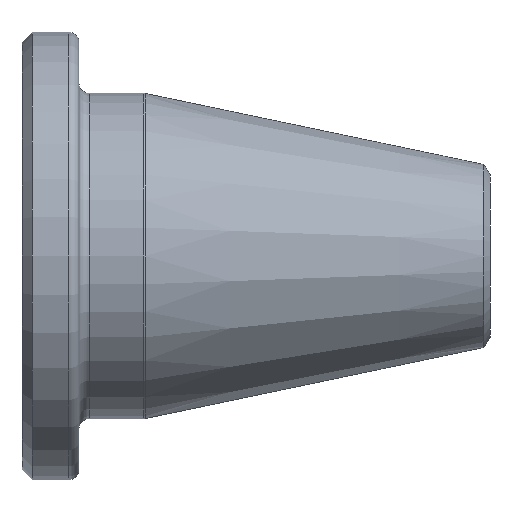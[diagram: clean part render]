
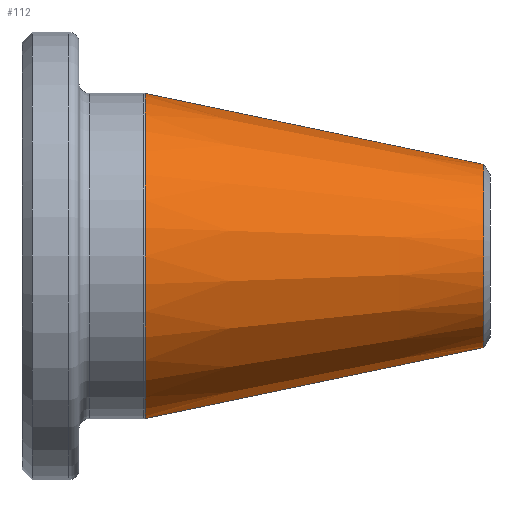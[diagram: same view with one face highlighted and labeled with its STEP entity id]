
A CAD part, left-side view. The second image highlights one B-rep face of the part: STEP entity #112.
In plain terms, the highlighted conical face has half-angle 11.837 degrees and reference radius 4.5 mm.
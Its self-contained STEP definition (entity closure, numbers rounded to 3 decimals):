
#2 = CARTESIAN_POINT ( 'NONE',  ( 0., 0.3, 0. ) ) ;
#16 = CARTESIAN_POINT ( 'NONE',  ( 0., 16.949, 7.989 ) ) ;
#31 = CARTESIAN_POINT ( 'NONE',  ( 0., 0.3, 0. ) ) ;
#54 = DIRECTION ( 'NONE',  ( 0., 0.979, -0.205 ) ) ;
#112 = ADVANCED_FACE ( 'NONE', ( #635 ), #138, .T. ) ;
#138 = CONICAL_SURFACE ( 'NONE', #391, 4.5, 0.207 ) ;
#153 = CARTESIAN_POINT ( 'NONE',  ( 0., 0.3, -4.5 ) ) ;
#185 = VERTEX_POINT ( 'NONE', #153 ) ;
#199 = DIRECTION ( 'NONE',  ( 0., 1., 0. ) ) ;
#215 = EDGE_CURVE ( 'NONE', #185, #564, #353, .T. ) ;
#260 = DIRECTION ( 'NONE',  ( 0., 0.979, 0.205 ) ) ;
#274 = VERTEX_POINT ( 'NONE', #441 ) ;
#276 = DIRECTION ( 'NONE',  ( 0., 0., -1. ) ) ;
#277 = ORIENTED_EDGE ( 'NONE', *, *, #701, .F. ) ;
#313 = ORIENTED_EDGE ( 'NONE', *, *, #316, .T. ) ;
#316 = EDGE_CURVE ( 'NONE', #394, #564, #458, .T. ) ;
#323 = ORIENTED_EDGE ( 'NONE', *, *, #215, .F. ) ;
#336 = VECTOR ( 'NONE', #260, 1000. ) ;
#353 = LINE ( 'NONE', #388, #413 ) ;
#356 = CARTESIAN_POINT ( 'NONE',  ( 0., 16.949, -7.989 ) ) ;
#365 = DIRECTION ( 'NONE',  ( 0., 0., 1. ) ) ;
#388 = CARTESIAN_POINT ( 'NONE',  ( 0., 0.3, -4.5 ) ) ;
#391 = AXIS2_PLACEMENT_3D ( 'NONE', #31, #199, #365 ) ;
#394 = VERTEX_POINT ( 'NONE', #16 ) ;
#413 = VECTOR ( 'NONE', #54, 1000. ) ;
#427 = AXIS2_PLACEMENT_3D ( 'NONE', #706, #431, #550 ) ;
#431 = DIRECTION ( 'NONE',  ( 0., -1., 0. ) ) ;
#437 = EDGE_LOOP ( 'NONE', ( #323, #277, #632, #313 ) ) ;
#441 = CARTESIAN_POINT ( 'NONE',  ( 0., 0.3, 4.5 ) ) ;
#457 = CIRCLE ( 'NONE', #495, 4.5 ) ;
#458 = CIRCLE ( 'NONE', #427, 7.989 ) ;
#495 = AXIS2_PLACEMENT_3D ( 'NONE', #2, #541, #276 ) ;
#541 = DIRECTION ( 'NONE',  ( 0., -1., 0. ) ) ;
#550 = DIRECTION ( 'NONE',  ( 0., 0., -1. ) ) ;
#564 = VERTEX_POINT ( 'NONE', #356 ) ;
#568 = CARTESIAN_POINT ( 'NONE',  ( 0., 0.3, 4.5 ) ) ;
#573 = EDGE_CURVE ( 'NONE', #274, #394, #688, .T. ) ;
#632 = ORIENTED_EDGE ( 'NONE', *, *, #573, .T. ) ;
#635 = FACE_OUTER_BOUND ( 'NONE', #437, .T. ) ;
#688 = LINE ( 'NONE', #568, #336 ) ;
#701 = EDGE_CURVE ( 'NONE', #274, #185, #457, .T. ) ;
#706 = CARTESIAN_POINT ( 'NONE',  ( 0., 16.949, 0. ) ) ;
